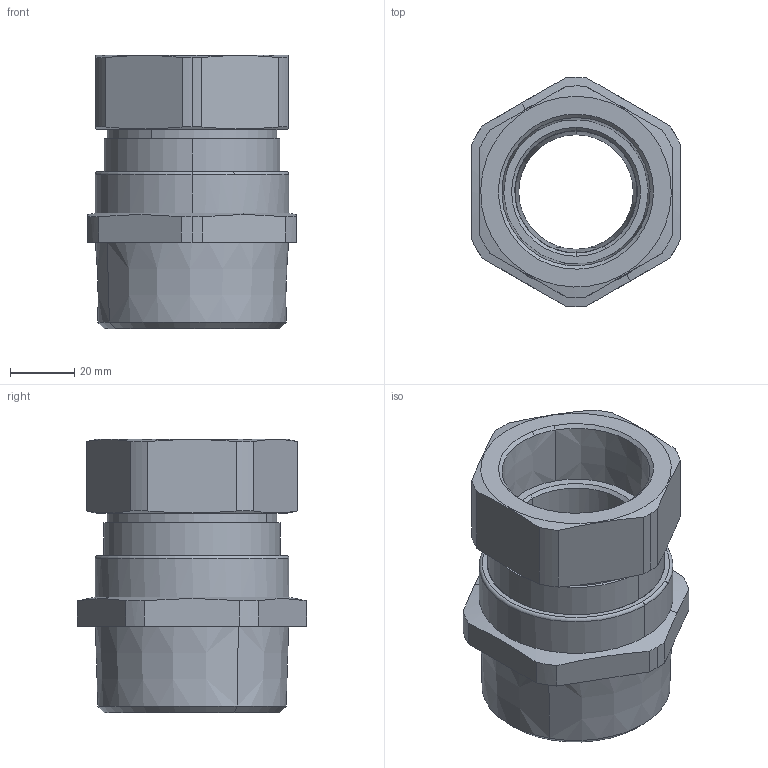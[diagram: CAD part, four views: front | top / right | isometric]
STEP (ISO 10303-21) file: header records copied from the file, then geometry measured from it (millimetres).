
FILE_DESCRIPTION(('CATIA V5 STEP Exchange','CAx-IF Rec.Pracs.--- Model Styling and Organization---1.4--- 2014-01-23'),'2;1');
FILE_NAME ('D1551642_0_1187880000_1187880000.stp','2022-10-20T02:55:49+00:00',('none'),('Weidmueller'),'CATIA Version 5-6 Release 2016 SP3 HF44','CATIA V5 STEP AP214','none');
FILE_SCHEMA(('AUTOMOTIVE_DESIGN { 1 0 10303 214 1 1 1 1 }'));
Length unit declared in the file: millimetre
Products named in the file (1): A2LC/50S/NPT2-NPT1-1/2F-WM
Bounding box: 65 x 71.5 x 85.25 mm (x, y, z)
Volume: 136601.9 mm3; surface area: 41651.5 mm2
Topology: 2 solids, 2 shells, 98 faces, 249 edges, 162 vertices
Faces by surface type: cone 35, cylinder 34, plane 23, torus 6
Entity records: 3082 total; most frequent: CARTESIAN_POINT 791, ORIENTED_EDGE 498, DIRECTION 381, EDGE_CURVE 249, AXIS2_PLACEMENT_3D 209, VERTEX_POINT 162, CIRCLE 122, EDGE_LOOP 109
